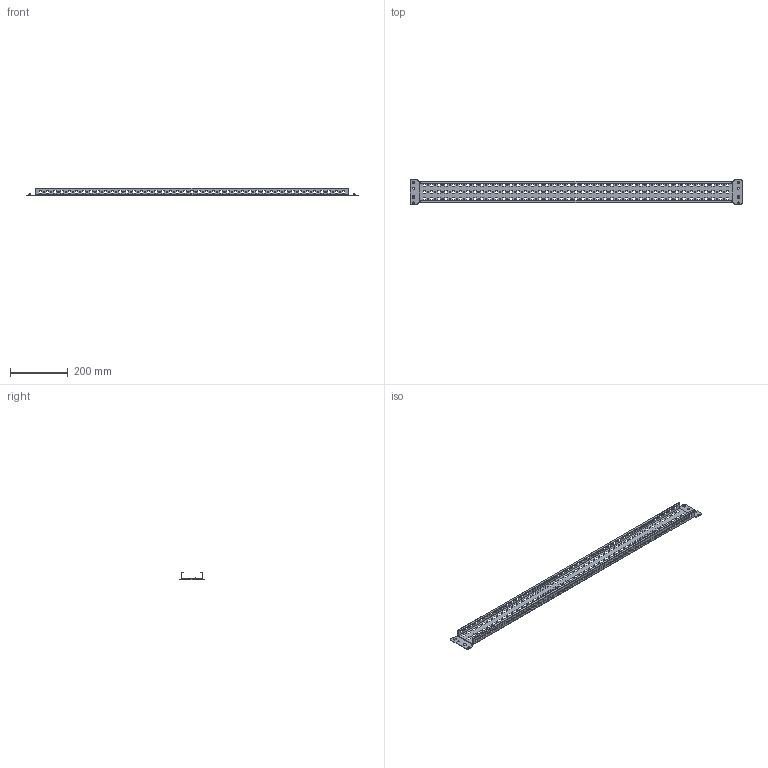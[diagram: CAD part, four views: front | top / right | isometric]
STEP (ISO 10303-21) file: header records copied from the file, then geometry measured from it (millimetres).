
FILE_DESCRIPTION (( 'STEP AP203' ), '1' );
FILE_NAME ('AC00C424quest.step', '2011-03-18T07:33:19', ( 'User' ), ( 'DKC' ), 'SwSTEP 2.0', 'SolidWorks 2011', '' );
FILE_SCHEMA (( 'CONFIG_CONTROL_DESIGN' ));
Products named in the file (1): AC00C424quest
Bounding box: 1150.02 x 85 x 27 mm (x, y, z)
Volume: 198214.8 mm3; surface area: 284448.6 mm2
Topology: 1 solids, 1 shells, 1546 faces, 4480 edges, 2936 vertices
Faces by surface type: plane 1034, cylinder 512
Entity records: 52449 total; most frequent: CARTESIAN_POINT 8963, ORIENTED_EDGE 8960, DIRECTION 8606, EDGE_CURVE 4480, LINE 3448, VECTOR 3448, VERTEX_POINT 2936, AXIS2_PLACEMENT_3D 2579
